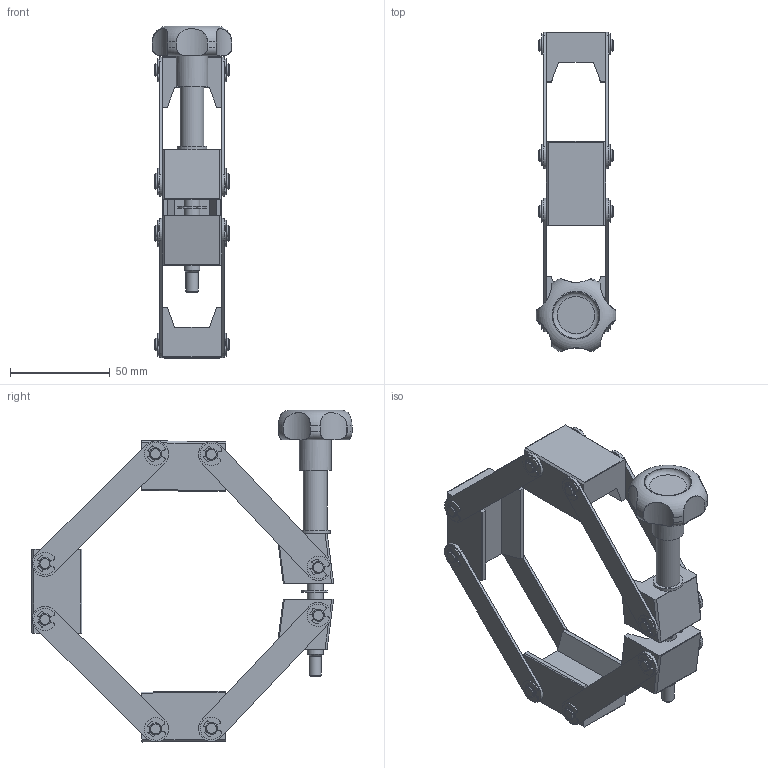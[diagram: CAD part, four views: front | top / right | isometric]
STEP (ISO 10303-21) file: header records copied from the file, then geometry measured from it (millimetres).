
FILE_DESCRIPTION(/* description */ (''),/* implementation_level */ '2;1');
FILE_NAME(/* name */ '30.080015.211.508',/* time_stamp */ '2018-07-19T14:00:10+02:00',/* author */ ('Murat Coskun Bicak'),/* organization */ ('Evac AG'),/* preprocessor_version */ 'ST-DEVELOPER v16.7',/* originating_system */ 'DEX',/* authorisation */ $);
FILE_SCHEMA (('AUTOMOTIVE_DESIGN {1 0 10303 214 3 1 1}'));
Length unit declared in the file: millimetre
Products named in the file (14): 30.080015.211.508; 03.110.003-AL; 03.112.002-AL; 03.113.002-AL; 03.040.078-IX; 03.050.006-IX; 03.060.006-IX; 00.1205.00-IX; 00.1008.02-IX; 03.080.008-AL; 00.5008.00; 03.071.006-IX; 00.1207.00-IX; 00.5608.20-IXNI
Assembly tree (45 placements, depth 2):
  30.080015.211.508
    03.110.003-AL  x3
    03.112.002-AL
    03.113.002-AL
    03.040.078-IX  x8
    03.050.006-IX  x6
    03.060.006-IX  x4
    00.1205.00-IX  x16
    00.1008.02-IX
    03.080.008-AL
    00.5008.00
    03.071.006-IX
    00.1207.00-IX
    00.5608.20-IXNI
Bounding box: 39.97 x 160.34 x 166.34 mm (x, y, z)
Volume: 128392 mm3; surface area: 73632.5 mm2
Topology: 45 solids, 45 shells, 1462 faces, 3564 edges, 2365 vertices
Faces by surface type: plane 907, cylinder 516, cone 24, bspline 12, torus 3
Full cylindrical faces by diameter (mm): 5 x16, 6 x44, 6.1 x8, 7 x1, 8 x4, 8.1 x2, 8.376 x1, 8.4 x2, 12 x1, 15 x1, 16 x1, 26 x1
Entity records: 14427 total; most frequent: CARTESIAN_POINT 4199, DIRECTION 2086, ORIENTED_EDGE 1904, EDGE_CURVE 952, AXIS2_PLACEMENT_3D 766, VERTEX_POINT 658, LINE 554, VECTOR 554
